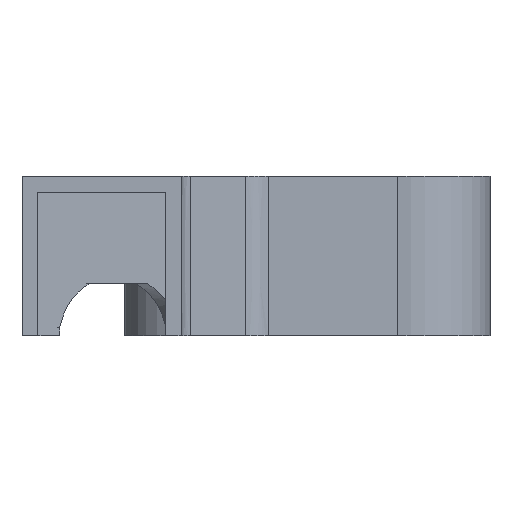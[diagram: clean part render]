
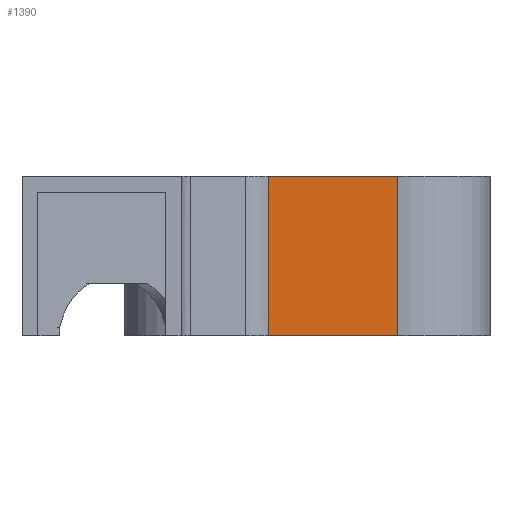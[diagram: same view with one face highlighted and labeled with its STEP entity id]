
A CAD part, front view. The second image highlights one B-rep face of the part: STEP entity #1390.
In plain terms, the highlighted planar face has unit normal (0, -1, 0).
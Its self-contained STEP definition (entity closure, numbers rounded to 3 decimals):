
#73=B_SPLINE_CURVE_WITH_KNOTS('',3,(#2638,#2639,#2640,#2641),
 .UNSPECIFIED.,.F.,.F.,(4,4),(-1.,0.),.UNSPECIFIED.);
#150=LINE('',#2193,#291);
#204=LINE('',#2538,#345);
#222=LINE('',#2678,#363);
#291=VECTOR('',#1625,10.);
#345=VECTOR('',#1707,10.);
#363=VECTOR('',#1777,10.);
#434=FACE_OUTER_BOUND('',#511,.T.);
#511=EDGE_LOOP('',(#1254,#1255,#1256,#1257));
#608=VERTEX_POINT('',#2190);
#609=VERTEX_POINT('',#2192);
#661=VERTEX_POINT('',#2532);
#662=VERTEX_POINT('',#2537);
#760=EDGE_CURVE('',#608,#609,#150,.T.);
#838=EDGE_CURVE('',#662,#661,#204,.T.);
#851=EDGE_CURVE('',#609,#661,#73,.T.);
#866=EDGE_CURVE('',#662,#608,#222,.T.);
#1254=ORIENTED_EDGE('',*,*,#851,.F.);
#1255=ORIENTED_EDGE('',*,*,#760,.F.);
#1256=ORIENTED_EDGE('',*,*,#866,.F.);
#1257=ORIENTED_EDGE('',*,*,#838,.T.);
#1318=PLANE('',#1482);
#1390=ADVANCED_FACE('',(#434),#1318,.T.);
#1482=AXIS2_PLACEMENT_3D('',#2677,#1775,#1776);
#1625=DIRECTION('',(-1.,0.,0.));
#1707=DIRECTION('',(-1.,0.,0.));
#1775=DIRECTION('center_axis',(0.,-1.,0.));
#1776=DIRECTION('ref_axis',(-1.,0.,0.));
#1777=DIRECTION('',(0.,0.,-1.));
#2190=CARTESIAN_POINT('',(-184.812,-88.934,-56.432));
#2192=CARTESIAN_POINT('',(-192.931,-88.934,-56.432));
#2193=CARTESIAN_POINT('',(-184.812,-88.934,-56.432));
#2532=CARTESIAN_POINT('',(-192.931,-88.934,-46.432));
#2537=CARTESIAN_POINT('',(-184.812,-88.934,-46.432));
#2538=CARTESIAN_POINT('',(-184.812,-88.934,-46.432));
#2638=CARTESIAN_POINT('Ctrl Pts',(-192.931,-88.934,-56.432));
#2639=CARTESIAN_POINT('Ctrl Pts',(-192.931,-88.934,-53.098));
#2640=CARTESIAN_POINT('Ctrl Pts',(-192.931,-88.934,-49.765));
#2641=CARTESIAN_POINT('Ctrl Pts',(-192.931,-88.934,-46.432));
#2677=CARTESIAN_POINT('Origin',(-184.812,-88.934,-46.432));
#2678=CARTESIAN_POINT('',(-184.812,-88.934,-46.432));
